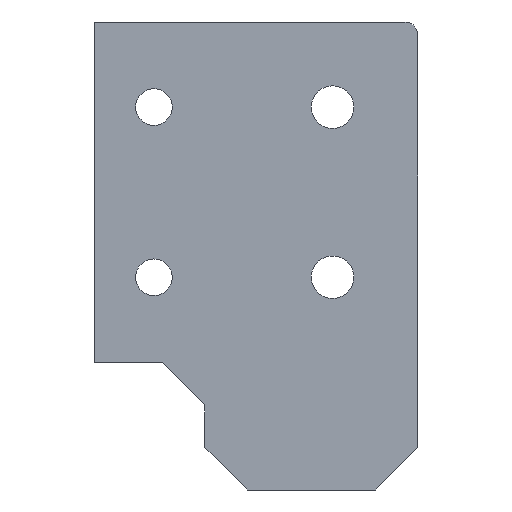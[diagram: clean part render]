
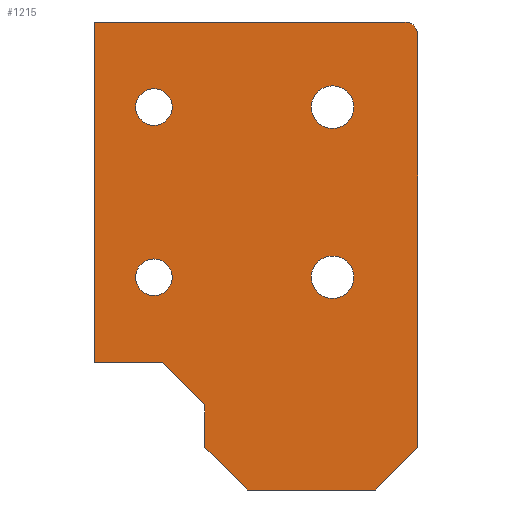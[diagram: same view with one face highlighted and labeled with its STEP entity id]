
A CAD part, left-side view. The second image highlights one B-rep face of the part: STEP entity #1215.
In plain terms, the highlighted planar face has unit normal (-1, 0, 0).
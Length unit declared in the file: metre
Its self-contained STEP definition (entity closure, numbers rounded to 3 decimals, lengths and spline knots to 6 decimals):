
#56=PLANE('',#1335);
#143=LINE('',#1908,#260);
#152=LINE('',#1924,#269);
#167=LINE('',#1983,#284);
#170=LINE('',#1993,#287);
#172=LINE('',#1997,#289);
#173=LINE('',#1999,#290);
#174=LINE('',#2001,#291);
#175=LINE('',#2003,#292);
#176=LINE('',#2005,#293);
#260=VECTOR('',#1560,1.);
#269=VECTOR('',#1571,1.);
#284=VECTOR('',#1640,1.);
#287=VECTOR('',#1649,1.);
#289=VECTOR('',#1653,1.);
#290=VECTOR('',#1656,1.);
#291=VECTOR('',#1659,1.);
#292=VECTOR('',#1660,1.);
#293=VECTOR('',#1661,1.);
#578=ORIENTED_EDGE('',*,*,#742,.T.);
#579=ORIENTED_EDGE('',*,*,#741,.T.);
#580=ORIENTED_EDGE('',*,*,#616,.T.);
#581=ORIENTED_EDGE('',*,*,#614,.T.);
#582=ORIENTED_EDGE('',*,*,#760,.F.);
#583=ORIENTED_EDGE('',*,*,#756,.F.);
#584=ORIENTED_EDGE('',*,*,#759,.F.);
#585=ORIENTED_EDGE('',*,*,#758,.F.);
#586=ORIENTED_EDGE('',*,*,#610,.F.);
#587=ORIENTED_EDGE('',*,*,#719,.F.);
#588=ORIENTED_EDGE('',*,*,#728,.T.);
#589=ORIENTED_EDGE('',*,*,#751,.T.);
#590=ORIENTED_EDGE('',*,*,#761,.F.);
#591=ORIENTED_EDGE('',*,*,#762,.T.);
#610=EDGE_CURVE('',#767,#768,#877,.T.);
#614=EDGE_CURVE('',#771,#771,#879,.T.);
#616=EDGE_CURVE('',#773,#773,#881,.T.);
#719=EDGE_CURVE('',#845,#767,#143,.T.);
#728=EDGE_CURVE('',#845,#850,#152,.T.);
#741=EDGE_CURVE('',#859,#859,#911,.T.);
#742=EDGE_CURVE('',#860,#860,#912,.T.);
#751=EDGE_CURVE('',#850,#867,#167,.T.);
#756=EDGE_CURVE('',#871,#870,#170,.T.);
#758=EDGE_CURVE('',#768,#872,#172,.T.);
#759=EDGE_CURVE('',#872,#871,#173,.T.);
#760=EDGE_CURVE('',#870,#873,#174,.T.);
#761=EDGE_CURVE('',#874,#867,#175,.T.);
#762=EDGE_CURVE('',#874,#873,#176,.T.);
#767=VERTEX_POINT('',#1685);
#768=VERTEX_POINT('',#1686);
#771=VERTEX_POINT('',#1694);
#773=VERTEX_POINT('',#1699);
#845=VERTEX_POINT('',#1909);
#850=VERTEX_POINT('',#1923);
#859=VERTEX_POINT('',#1958);
#860=VERTEX_POINT('',#1961);
#867=VERTEX_POINT('',#1982);
#870=VERTEX_POINT('',#1990);
#871=VERTEX_POINT('',#1992);
#872=VERTEX_POINT('',#1996);
#873=VERTEX_POINT('',#2002);
#874=VERTEX_POINT('',#2004);
#877=CIRCLE('',#1237,0.0015);
#879=CIRCLE('',#1240,0.0025);
#881=CIRCLE('',#1243,0.0025);
#911=CIRCLE('',#1321,0.00215);
#912=CIRCLE('',#1323,0.00215);
#1012=EDGE_LOOP('',(#578));
#1013=EDGE_LOOP('',(#579));
#1014=EDGE_LOOP('',(#580));
#1015=EDGE_LOOP('',(#581));
#1016=EDGE_LOOP('',(#582,#583,#584,#585,#586,#587,#588,#589,#590,#591));
#1121=FACE_BOUND('',#1012,.T.);
#1122=FACE_BOUND('',#1013,.T.);
#1123=FACE_BOUND('',#1014,.T.);
#1124=FACE_BOUND('',#1015,.T.);
#1125=FACE_BOUND('',#1016,.T.);
#1215=ADVANCED_FACE('',(#1121,#1122,#1123,#1124,#1125),#56,.F.);
#1237=AXIS2_PLACEMENT_3D('',#1684,#1349,#1350);
#1240=AXIS2_PLACEMENT_3D('',#1693,#1357,#1358);
#1243=AXIS2_PLACEMENT_3D('',#1698,#1363,#1364);
#1321=AXIS2_PLACEMENT_3D('',#1957,#1614,#1615);
#1323=AXIS2_PLACEMENT_3D('',#1960,#1618,#1619);
#1335=AXIS2_PLACEMENT_3D('',#2000,#1657,#1658);
#1349=DIRECTION('',(1.,0.,0.));
#1350=DIRECTION('',(0.,0.,-1.));
#1357=DIRECTION('',(1.,0.,0.));
#1358=DIRECTION('',(0.,-1.,0.));
#1363=DIRECTION('',(1.,0.,0.));
#1364=DIRECTION('',(0.,-1.,0.));
#1560=DIRECTION('',(0.,-1.,0.));
#1571=DIRECTION('',(0.,0.,-1.));
#1614=DIRECTION('',(1.,0.,0.));
#1615=DIRECTION('',(0.,1.,0.));
#1618=DIRECTION('',(1.,0.,0.));
#1619=DIRECTION('',(0.,1.,0.));
#1640=DIRECTION('',(0.,-1.,0.));
#1649=DIRECTION('',(0.,1.,0.));
#1653=DIRECTION('',(0.,0.,-1.));
#1656=DIRECTION('',(0.,0.707,-0.707));
#1657=DIRECTION('',(1.,0.,0.));
#1658=DIRECTION('',(0.,1.,0.));
#1659=DIRECTION('',(0.,0.707,0.707));
#1660=DIRECTION('',(0.,0.707,0.707));
#1661=DIRECTION('',(0.,0.,-1.));
#1684=CARTESIAN_POINT('',(0.015762,-0.071157,0.0385));
#1685=CARTESIAN_POINT('',(0.015762,-0.071157,0.04));
#1686=CARTESIAN_POINT('',(0.015762,-0.072657,0.0385));
#1693=CARTESIAN_POINT('',(0.015762,-0.062657,0.03));
#1694=CARTESIAN_POINT('',(0.015762,-0.065157,0.03));
#1698=CARTESIAN_POINT('',(0.015762,-0.062657,0.01));
#1699=CARTESIAN_POINT('',(0.015762,-0.065157,0.01));
#1908=CARTESIAN_POINT('',(0.015762,-0.017328,0.04));
#1909=CARTESIAN_POINT('',(0.015762,-0.034657,0.04));
#1923=CARTESIAN_POINT('',(0.015762,-0.034657,0.));
#1924=CARTESIAN_POINT('',(0.015762,-0.034657,0.04));
#1957=CARTESIAN_POINT('',(0.015762,-0.041657,0.01));
#1958=CARTESIAN_POINT('',(0.015762,-0.039507,0.01));
#1960=CARTESIAN_POINT('',(0.015762,-0.041657,0.03));
#1961=CARTESIAN_POINT('',(0.015762,-0.039507,0.03));
#1982=CARTESIAN_POINT('',(0.015762,-0.042657,0.));
#1983=CARTESIAN_POINT('',(0.015762,-0.017328,0.));
#1990=CARTESIAN_POINT('',(0.015762,-0.052657,-0.015));
#1992=CARTESIAN_POINT('',(0.015762,-0.067657,-0.015));
#1993=CARTESIAN_POINT('',(0.015762,-0.072657,-0.015));
#1996=CARTESIAN_POINT('',(0.015762,-0.072657,-0.01));
#1997=CARTESIAN_POINT('',(0.015762,-0.072657,0.03));
#1999=CARTESIAN_POINT('',(0.015762,-0.074407,-0.00825));
#2000=CARTESIAN_POINT('',(0.015762,-0.034657,0.04));
#2001=CARTESIAN_POINT('',(0.015762,-0.033157,0.0045));
#2002=CARTESIAN_POINT('',(0.015762,-0.047657,-0.01));
#2003=CARTESIAN_POINT('',(0.015762,-0.031907,0.01075));
#2004=CARTESIAN_POINT('',(0.015762,-0.047657,-0.005));
#2005=CARTESIAN_POINT('',(0.015762,-0.047657,0.));
